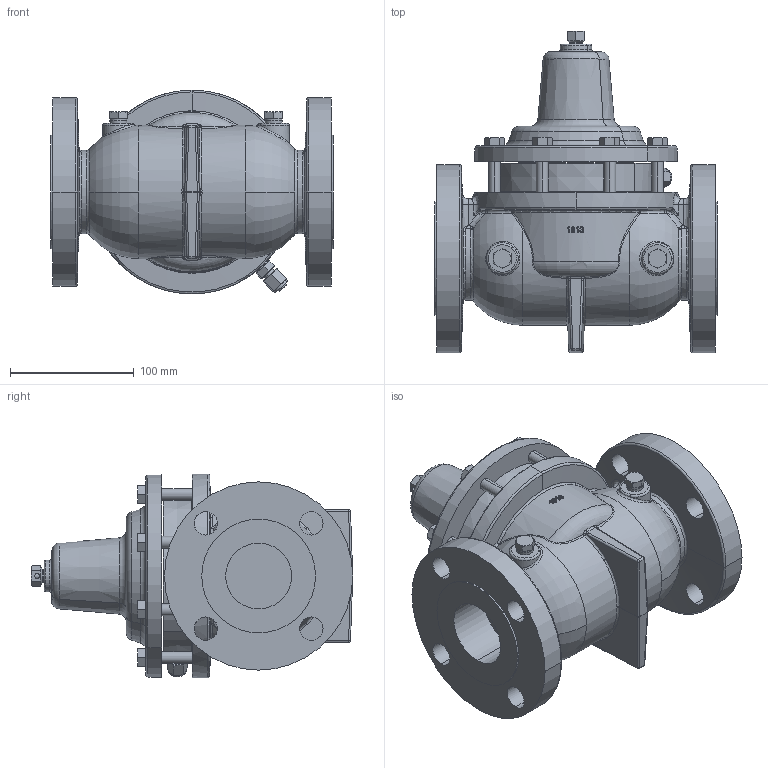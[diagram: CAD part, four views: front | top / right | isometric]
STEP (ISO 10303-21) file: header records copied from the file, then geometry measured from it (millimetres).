
FILE_DESCRIPTION (( 'STEP AP203' ), '1' );
FILE_NAME ('2 INCH 212 FMT 2DA (EMD4).STEP', '2014-06-02T15:35:50', ( 'PCTech' ), ( 'Microsoft' ), 'SwSTEP 2.0', 'SolidWorks 2014', '' );
FILE_SCHEMA (( 'CONFIG_CONTROL_DESIGN' ));
Products named in the file (1): 2 INCH 212 FMT 2DA (EMD4)
Bounding box: 228.6 x 260.27 x 165.1 mm (x, y, z)
Volume: 3294083.1 mm3; surface area: 274740.4 mm2
Topology: 1 solids, 1 shells, 886 faces, 2197 edges, 1350 vertices
Faces by surface type: plane 313, bspline 234, cylinder 140, cone 133, torus 46, sphere 20
Entity records: 39409 total; most frequent: CARTESIAN_POINT 20567, ORIENTED_EDGE 4346, DIRECTION 3277, EDGE_CURVE 2173, VERTEX_POINT 1348, AXIS2_PLACEMENT_3D 1295, EDGE_LOOP 975, ADVANCED_FACE 886
